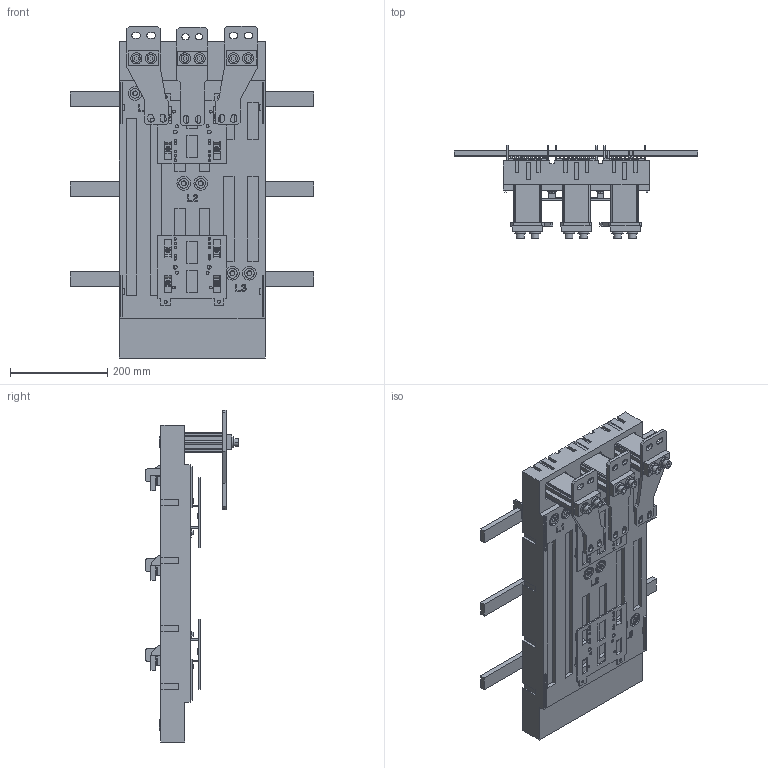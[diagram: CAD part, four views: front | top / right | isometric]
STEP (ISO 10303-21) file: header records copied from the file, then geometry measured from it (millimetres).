
FILE_DESCRIPTION(('CATIA V5 STEP Exchange','CAx-IF Rec.Pracs.--- Model Styling and Organization---1.2---2011-12-15'),'2;1');
FILE_NAME('32763.stp','2017-10-20T08:21:24+00:00',('none'),('none'),'Version 5-6 Release 2012','CATIA V5 STEP AP214','none');
FILE_SCHEMA(('AUTOMOTIVE_DESIGN { 1 0 10303 214 1 1 1 1 }'));
Length unit declared in the file: millimetre
Products named in the file (14): 32763; Rail system 30x10x185 (Schienensystem 30x10x185); Grundkoerper; Kammkontakt; Klemmbuegel; Anschlussblock; Halteplatte; Kontaktstueck_L1-L3; Kontaktstück_L2; Ausgleichsprofil_12; Spannscheibe_Dm29; Zylinderschraube_M10x130; Gewindestift_M16; EJOT-Schraube Dm5,0x20
Assembly tree (45 placements, depth 2):
  32763
    Rail system 30x10x185 (Schienensystem 30x10x185)
    Grundkoerper
    Kammkontakt  x3
    Klemmbuegel  x3
    Anschlussblock  x3
    Halteplatte  x2
    Kontaktstueck_L1-L3  x2
    Kontaktstück_L2
    Ausgleichsprofil_12  x3
    Spannscheibe_Dm29  x6
    Zylinderschraube_M10x130  x6
    Gewindestift_M16  x6
    EJOT-Schraube Dm5,0x20  x8
Bounding box: 500 x 192 x 683 mm (x, y, z)
Volume: 11927287.3 mm3; surface area: 1168924.4 mm2
Topology: 47 solids, 47 shells, 1977 faces, 5217 edges, 3466 vertices
Faces by surface type: plane 1444, cylinder 517, torus 16
Entity records: 34511 total; most frequent: ORIENTED_EDGE 6234, CARTESIAN_POINT 6014, DIRECTION 4759, EDGE_CURVE 3117, VECTOR 2639, LINE 2639, VERTEX_POINT 2076, EDGE_LOOP 1369
